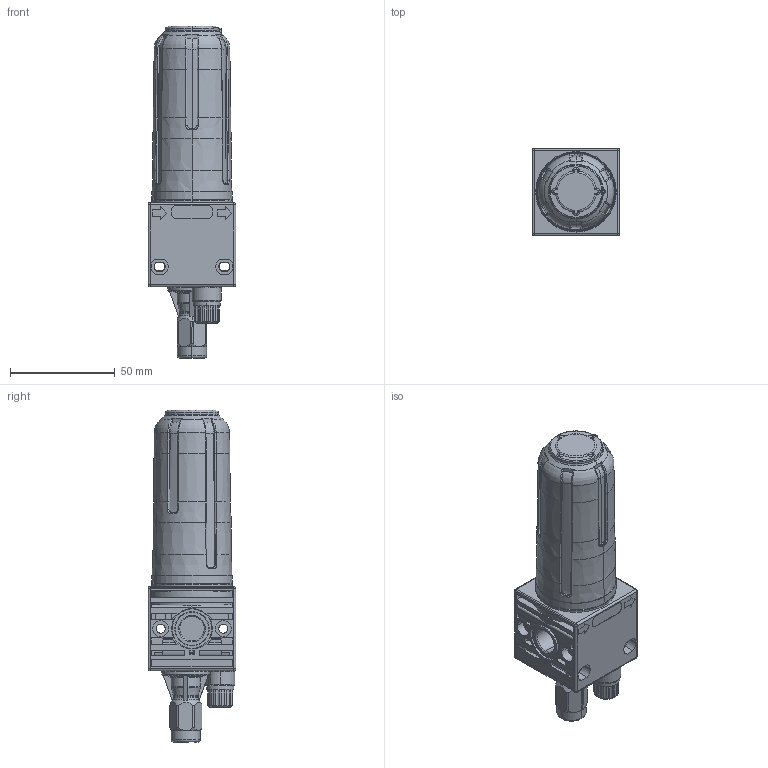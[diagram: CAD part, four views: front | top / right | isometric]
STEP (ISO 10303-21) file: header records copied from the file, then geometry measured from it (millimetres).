
FILE_DESCRIPTION(('STEP AP214'),'1');
FILE_NAME('042 L PE.stp','2018-02-06T07:43:05',(' '),(' '),'Spatial InterOp 3D',' ',' ');
FILE_SCHEMA(('AUTOMOTIVE_DESIGN { 1 0 10303 214 1 1 1 1 }'));
Length unit declared in the file: metre
Products named in the file (1): Volume
Bounding box: 42 x 42 x 158.85 mm (x, y, z)
Volume: 157552.5 mm3; surface area: 28551.6 mm2
Topology: 1 solids, 2 shells, 767 faces, 1923 edges, 1200 vertices
Faces by surface type: plane 313, cylinder 184, torus 87, bspline 87, cone 74, extrusion 16, sphere 6
Entity records: 35658 total; most frequent: CARTESIAN_POINT 11626, ORIENTED_EDGE 3832, DIRECTION 3545, EDGE_CURVE 1916, AXIS2_PLACEMENT_3D 1275, VERTEX_POINT 1200, VECTOR 995, LINE 979
